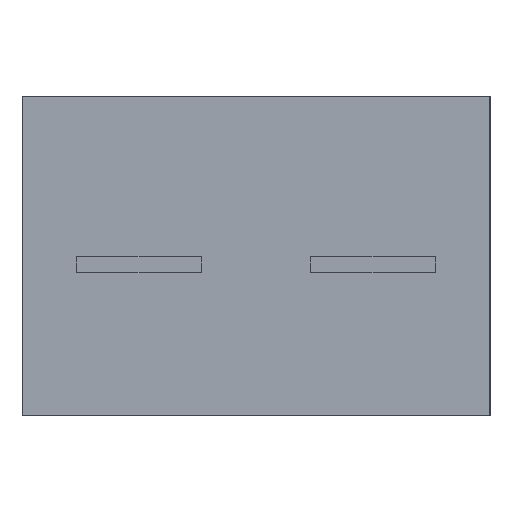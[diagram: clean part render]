
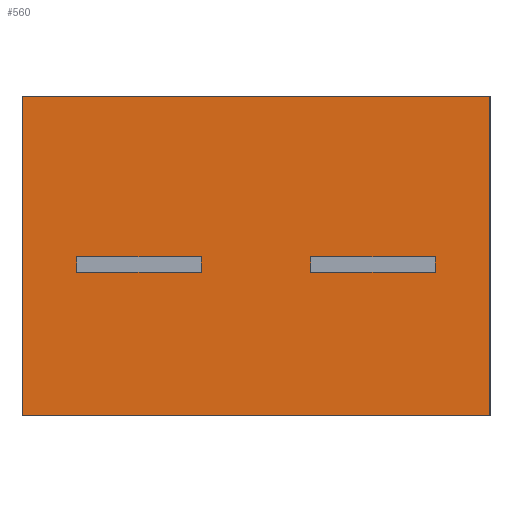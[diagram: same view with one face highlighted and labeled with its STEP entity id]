
A CAD part, left-side view. The second image highlights one B-rep face of the part: STEP entity #560.
In plain terms, the highlighted planar face has unit normal (-1, 0, 0).
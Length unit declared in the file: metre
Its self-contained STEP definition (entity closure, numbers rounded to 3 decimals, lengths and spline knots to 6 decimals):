
#38=LINE('',#899,#107);
#40=LINE('',#903,#109);
#54=LINE('',#935,#123);
#66=LINE('',#961,#135);
#84=LINE('',#994,#153);
#87=LINE('',#999,#156);
#89=LINE('',#1003,#158);
#90=LINE('',#1005,#159);
#91=LINE('',#1006,#160);
#92=LINE('',#1009,#161);
#93=LINE('',#1011,#162);
#94=LINE('',#1013,#163);
#107=VECTOR('',#760,1.);
#109=VECTOR('',#764,1.);
#123=VECTOR('',#784,1.);
#135=VECTOR('',#802,1.);
#153=VECTOR('',#838,1.);
#156=VECTOR('',#843,1.);
#158=VECTOR('',#849,1.);
#159=VECTOR('',#852,1.);
#160=VECTOR('',#853,1.);
#161=VECTOR('',#854,1.);
#162=VECTOR('',#855,1.);
#163=VECTOR('',#856,1.);
#269=ORIENTED_EDGE('',*,*,#371,.T.);
#270=ORIENTED_EDGE('',*,*,#365,.T.);
#271=ORIENTED_EDGE('',*,*,#319,.F.);
#272=ORIENTED_EDGE('',*,*,#347,.F.);
#273=ORIENTED_EDGE('',*,*,#321,.T.);
#274=ORIENTED_EDGE('',*,*,#370,.T.);
#275=ORIENTED_EDGE('',*,*,#335,.F.);
#276=ORIENTED_EDGE('',*,*,#368,.F.);
#277=ORIENTED_EDGE('',*,*,#372,.F.);
#278=ORIENTED_EDGE('',*,*,#373,.T.);
#279=ORIENTED_EDGE('',*,*,#374,.T.);
#280=ORIENTED_EDGE('',*,*,#375,.F.);
#319=EDGE_CURVE('',#390,#391,#38,.T.);
#321=EDGE_CURVE('',#392,#393,#40,.T.);
#335=EDGE_CURVE('',#405,#407,#54,.T.);
#347=EDGE_CURVE('',#418,#390,#66,.T.);
#365=EDGE_CURVE('',#424,#391,#84,.T.);
#368=EDGE_CURVE('',#392,#405,#87,.T.);
#370=EDGE_CURVE('',#393,#407,#89,.T.);
#371=EDGE_CURVE('',#418,#424,#90,.T.);
#372=EDGE_CURVE('',#425,#426,#91,.T.);
#373=EDGE_CURVE('',#425,#427,#92,.T.);
#374=EDGE_CURVE('',#427,#428,#93,.T.);
#375=EDGE_CURVE('',#426,#428,#94,.T.);
#390=VERTEX_POINT('',#898);
#391=VERTEX_POINT('',#900);
#392=VERTEX_POINT('',#904);
#393=VERTEX_POINT('',#905);
#405=VERTEX_POINT('',#933);
#407=VERTEX_POINT('',#936);
#418=VERTEX_POINT('',#962);
#424=VERTEX_POINT('',#995);
#425=VERTEX_POINT('',#1007);
#426=VERTEX_POINT('',#1008);
#427=VERTEX_POINT('',#1010);
#428=VERTEX_POINT('',#1012);
#459=EDGE_LOOP('',(#269,#270,#271,#272));
#460=EDGE_LOOP('',(#273,#274,#275,#276));
#461=EDGE_LOOP('',(#277,#278,#279,#280));
#496=FACE_BOUND('',#459,.T.);
#497=FACE_BOUND('',#460,.T.);
#498=FACE_BOUND('',#461,.T.);
#530=PLANE('',#739);
#560=ADVANCED_FACE('',(#496,#497,#498),#530,.T.);
#739=AXIS2_PLACEMENT_3D('',#1004,#850,#851);
#760=DIRECTION('',(0.,1.,0.));
#764=DIRECTION('',(0.,-1.,0.));
#784=DIRECTION('',(0.,-1.,0.));
#802=DIRECTION('',(0.,0.,-1.));
#838=DIRECTION('',(0.,0.,-1.));
#843=DIRECTION('',(0.,0.,-1.));
#849=DIRECTION('',(0.,0.,-1.));
#850=DIRECTION('',(-1.,0.,0.));
#851=DIRECTION('',(0.,0.,1.));
#852=DIRECTION('',(0.,1.,0.));
#853=DIRECTION('',(0.,0.,-1.));
#854=DIRECTION('',(0.,-1.,0.));
#855=DIRECTION('',(0.,0.,-1.));
#856=DIRECTION('',(0.,-1.,0.));
#898=CARTESIAN_POINT('',(-0.001625,-0.0015,-0.00092));
#899=CARTESIAN_POINT('',(-0.001625,0.,-0.00092));
#900=CARTESIAN_POINT('',(-0.001625,0.0015,-0.00092));
#903=CARTESIAN_POINT('',(-0.001625,0.,0.0001));
#904=CARTESIAN_POINT('',(-0.001625,0.00115,0.0001));
#905=CARTESIAN_POINT('',(-0.001625,0.00035,0.0001));
#933=CARTESIAN_POINT('',(-0.001625,0.00115,0.));
#935=CARTESIAN_POINT('',(-0.001625,0.,0.));
#936=CARTESIAN_POINT('',(-0.001625,0.00035,0.));
#961=CARTESIAN_POINT('',(-0.001625,-0.0015,0.0001));
#962=CARTESIAN_POINT('',(-0.001625,-0.0015,0.00113));
#994=CARTESIAN_POINT('',(-0.001625,0.0015,0.0001));
#995=CARTESIAN_POINT('',(-0.001625,0.0015,0.00113));
#999=CARTESIAN_POINT('',(-0.001625,0.00115,0.0001));
#1003=CARTESIAN_POINT('',(-0.001625,0.00035,0.0001));
#1004=CARTESIAN_POINT('',(-0.001625,0.,0.0001));
#1005=CARTESIAN_POINT('',(-0.001625,0.,0.00113));
#1006=CARTESIAN_POINT('',(-0.001625,-0.00035,0.0001));
#1007=CARTESIAN_POINT('',(-0.001625,-0.00035,0.0001));
#1008=CARTESIAN_POINT('',(-0.001625,-0.00035,0.));
#1009=CARTESIAN_POINT('',(-0.001625,0.,0.0001));
#1010=CARTESIAN_POINT('',(-0.001625,-0.00115,0.0001));
#1011=CARTESIAN_POINT('',(-0.001625,-0.00115,0.0001));
#1012=CARTESIAN_POINT('',(-0.001625,-0.00115,0.));
#1013=CARTESIAN_POINT('',(-0.001625,0.,0.));
